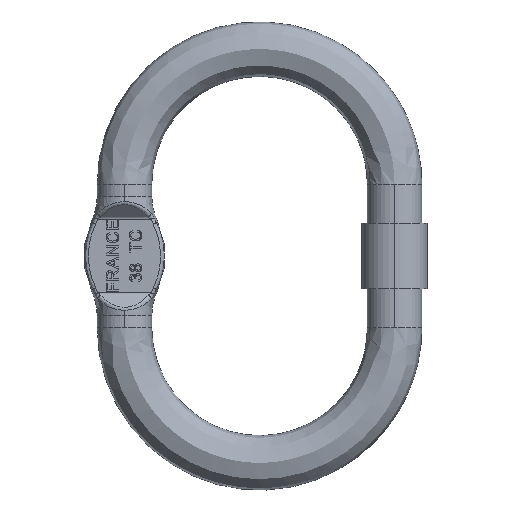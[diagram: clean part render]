
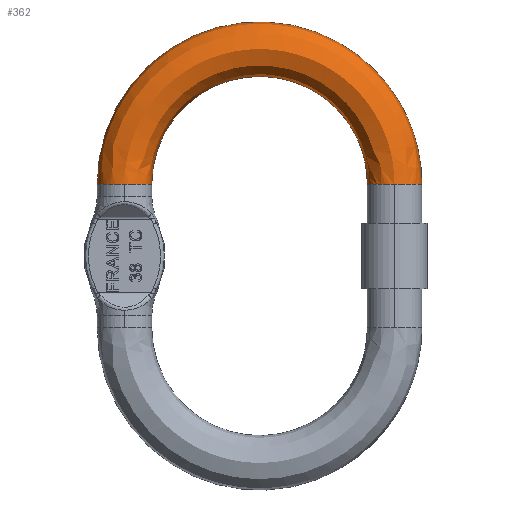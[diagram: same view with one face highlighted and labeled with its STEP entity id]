
A CAD part, top view. The second image highlights one B-rep face of the part: STEP entity #362.
In plain terms, the highlighted free-form (B-spline) face has degree [3, 3] with [7, 4] control points.
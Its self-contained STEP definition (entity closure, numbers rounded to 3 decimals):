
#362=ADVANCED_FACE('NONE',(#1045),#1046,.T.);
#1045=FACE_OUTER_BOUND('',#2223,.T.);
#1046=(B_SPLINE_SURFACE(3,3,((#2225,#2226,#2227,#2228),(#2229,#2230,#2231,#2232),(#2233,#2234,#2235,#2236),(#2237,#2238,#2239,#2240),(#2241,#2242,#2243,#2244),(#2245,#2246,#2247,#2248),(#2249,#2250,#2251,#2252)),.UNSPECIFIED.,.T.,.F.,.F.)B_SPLINE_SURFACE_WITH_KNOTS((4,3,4),(4,4),(0.0,0.5,1.0),(0.0,1.0),.UNSPECIFIED.)RATIONAL_B_SPLINE_SURFACE(((1.0,0.333,0.333,1.0),(0.333,0.111,0.111,0.333),(0.333,0.111,0.111,0.333),(1.0,0.333,0.333,1.0),(0.333,0.111,0.111,0.333),(0.333,0.111,0.111,0.333),(1.0,0.333,0.333,1.0)))BOUNDED_SURFACE()REPRESENTATION_ITEM('')GEOMETRIC_REPRESENTATION_ITEM()SURFACE());
#2223=EDGE_LOOP('',(#8069,#8070,#8071,#8072,#8073,#8074));
#2225=CARTESIAN_POINT('',(113.0,50.0,0.0));
#2226=CARTESIAN_POINT('',(113.0,276.,0.0));
#2227=CARTESIAN_POINT('',(-113.,276.,0.0));
#2228=CARTESIAN_POINT('',(-113.0,50.,0.0));
#2229=CARTESIAN_POINT('',(113.0,50.0,-38.0));
#2230=CARTESIAN_POINT('',(113.0,276.,-38.0));
#2231=CARTESIAN_POINT('',(-113.,276.,-38.0));
#2232=CARTESIAN_POINT('',(-113.0,50.,-38.0));
#2233=CARTESIAN_POINT('',(75.,50.0,-38.0));
#2234=CARTESIAN_POINT('',(75.,200.,-38.0));
#2235=CARTESIAN_POINT('',(-75.,200.,-38.0));
#2236=CARTESIAN_POINT('',(-75.,50.,-38.0));
#2237=CARTESIAN_POINT('',(75.,50.0,0.));
#2238=CARTESIAN_POINT('',(75.,200.,0.));
#2239=CARTESIAN_POINT('',(-75.,200.,0.));
#2240=CARTESIAN_POINT('',(-75.,50.,0.));
#2241=CARTESIAN_POINT('',(75.,50.0,38.0));
#2242=CARTESIAN_POINT('',(75.,200.,38.0));
#2243=CARTESIAN_POINT('',(-75.,200.,38.0));
#2244=CARTESIAN_POINT('',(-75.,50.,38.0));
#2245=CARTESIAN_POINT('',(113.0,50.0,38.0));
#2246=CARTESIAN_POINT('',(113.0,276.,38.0));
#2247=CARTESIAN_POINT('',(-113.,276.,38.0));
#2248=CARTESIAN_POINT('',(-113.0,50.,38.0));
#2249=CARTESIAN_POINT('',(113.0,50.0,0.0));
#2250=CARTESIAN_POINT('',(113.0,276.,0.0));
#2251=CARTESIAN_POINT('',(-113.,276.,0.0));
#2252=CARTESIAN_POINT('',(-113.0,50.,0.0));
#8069=ORIENTED_EDGE('',*,*,#10718,.F.);
#8070=ORIENTED_EDGE('',*,*,#10719,.F.);
#8071=ORIENTED_EDGE('',*,*,#10720,.F.);
#8072=ORIENTED_EDGE('',*,*,#10721,.T.);
#8073=ORIENTED_EDGE('',*,*,#10722,.F.);
#8074=ORIENTED_EDGE('',*,*,#10723,.F.);
#10718=EDGE_CURVE('',#11943,#11944,#11945,.T.);
#10719=EDGE_CURVE('NONE',#11946,#11943,#11947,.T.);
#10720=EDGE_CURVE('NONE',#11948,#11946,#11949,.T.);
#10721=EDGE_CURVE('',#11948,#11950,#11951,.T.);
#10722=EDGE_CURVE('NONE',#11952,#11950,#11953,.T.);
#10723=EDGE_CURVE('NONE',#11944,#11952,#11954,.T.);
#11943=VERTEX_POINT('',#13984);
#11944=VERTEX_POINT('',#13985);
#11945=(B_SPLINE_CURVE(3,(#13987,#13988,#13989,#13990),.UNSPECIFIED.,.F.,.F.)B_SPLINE_CURVE_WITH_KNOTS((4,4),(-1.0,-0.0),.UNSPECIFIED.)RATIONAL_B_SPLINE_CURVE((1.0,0.333,0.333,1.0))BOUNDED_CURVE()REPRESENTATION_ITEM('')GEOMETRIC_REPRESENTATION_ITEM()CURVE());
#11946=VERTEX_POINT('NONE',#13997);
#11947=CIRCLE('',#13998,19.0);
#11948=VERTEX_POINT('',#13999);
#11949=CIRCLE('',#14000,19.0);
#11950=VERTEX_POINT('',#14001);
#11951=(B_SPLINE_CURVE(3,(#14003,#14004,#14005,#14006),.UNSPECIFIED.,.F.,.F.)B_SPLINE_CURVE_WITH_KNOTS((4,4),(-1.0,-0.0),.UNSPECIFIED.)RATIONAL_B_SPLINE_CURVE((1.0,0.333,0.333,1.0))BOUNDED_CURVE()REPRESENTATION_ITEM('')GEOMETRIC_REPRESENTATION_ITEM()CURVE());
#11952=VERTEX_POINT('',#14013);
#11953=CIRCLE('',#14014,19.0);
#11954=CIRCLE('',#14015,19.0);
#13984=CARTESIAN_POINT('',(-113.0,50.,0.0));
#13985=CARTESIAN_POINT('',(113.0,50.0,0.0));
#13987=CARTESIAN_POINT('',(-113.0,50.,0.0));
#13988=CARTESIAN_POINT('',(-113.,276.,0.0));
#13989=CARTESIAN_POINT('',(113.0,276.,0.0));
#13990=CARTESIAN_POINT('',(113.0,50.0,0.0));
#13997=CARTESIAN_POINT('',(-94.,50.,19.0));
#13998=AXIS2_PLACEMENT_3D('',#20134,#20135,#20136);
#13999=CARTESIAN_POINT('',(-75.,50.,0.));
#14000=AXIS2_PLACEMENT_3D('',#20137,#20138,#20139);
#14001=CARTESIAN_POINT('',(75.,50.0,0.));
#14003=CARTESIAN_POINT('',(-75.,50.,0.));
#14004=CARTESIAN_POINT('',(-75.,200.,0.));
#14005=CARTESIAN_POINT('',(75.,200.,0.));
#14006=CARTESIAN_POINT('',(75.,50.0,0.));
#14013=CARTESIAN_POINT('',(94.,50.0,19.0));
#14014=AXIS2_PLACEMENT_3D('',#20140,#20141,#20142);
#14015=AXIS2_PLACEMENT_3D('',#20143,#20144,#20145);
#20134=CARTESIAN_POINT('',(-94.,50.,0.0));
#20135=DIRECTION('',(0.0,-1.0,0.0));
#20136=DIRECTION('',(0.0,0.0,1.0));
#20137=CARTESIAN_POINT('',(-94.,50.,0.0));
#20138=DIRECTION('',(0.0,-1.0,0.0));
#20139=DIRECTION('',(0.0,0.0,1.0));
#20140=CARTESIAN_POINT('',(94.,50.0,0.0));
#20141=DIRECTION('',(0.0,-1.0,0.0));
#20142=DIRECTION('',(0.0,0.0,-1.0));
#20143=CARTESIAN_POINT('',(94.,50.0,0.0));
#20144=DIRECTION('',(0.0,-1.0,0.0));
#20145=DIRECTION('',(0.0,0.0,-1.0));
